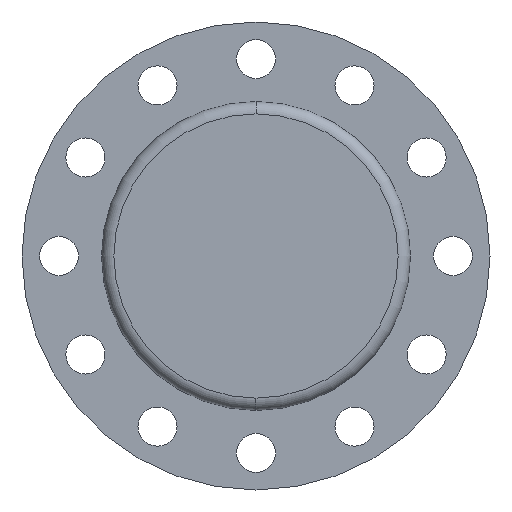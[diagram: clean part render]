
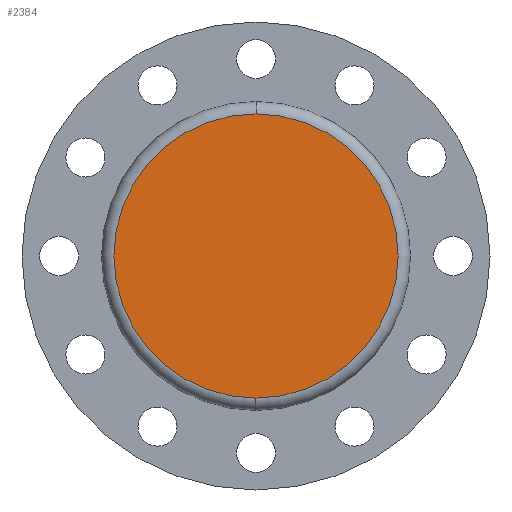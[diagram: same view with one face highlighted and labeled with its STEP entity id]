
A CAD part, left-side view. The second image highlights one B-rep face of the part: STEP entity #2384.
In plain terms, the highlighted planar face has unit normal (-1, 0, 0).
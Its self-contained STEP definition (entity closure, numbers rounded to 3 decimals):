
#300 = CARTESIAN_POINT ( 'NONE',  ( -88.909, 0., 0. ) ) ;
#301 = DIRECTION ( 'NONE',  ( -1., 0., 0. ) ) ;
#302 = DIRECTION ( 'NONE',  ( 0., 0., 1. ) ) ;
#581 = CIRCLE ( 'NONE', #588, 46. ) ;
#588 = AXIS2_PLACEMENT_3D ( 'NONE', #963, #964, #965 ) ;
#600 = AXIS2_PLACEMENT_3D ( 'NONE', #1100, #1106, #1107 ) ;
#963 = CARTESIAN_POINT ( 'NONE',  ( -88.909, 0., 0. ) ) ;
#964 = DIRECTION ( 'NONE',  ( -1., 0., 0. ) ) ;
#965 = DIRECTION ( 'NONE',  ( 0., 0., 1. ) ) ;
#1100 = CARTESIAN_POINT ( 'NONE',  ( -88.909, 0., -3.405 ) ) ;
#1103 = FACE_OUTER_BOUND ( 'NONE', #1599, .T. ) ;
#1104 = PLANE ( 'NONE',  #600 ) ;
#1106 = DIRECTION ( 'NONE',  ( -1., 0., 0. ) ) ;
#1107 = DIRECTION ( 'NONE',  ( 0., 0., 1. ) ) ;
#1316 = CIRCLE ( 'NONE', #1319, 46. ) ;
#1319 = AXIS2_PLACEMENT_3D ( 'NONE', #300, #301, #302 ) ;
#1465 = VERTEX_POINT ( 'NONE', #1673 ) ;
#1496 = VERTEX_POINT ( 'NONE', #1714 ) ;
#1599 = EDGE_LOOP ( 'NONE', ( #1922, #1923 ) ) ;
#1673 = CARTESIAN_POINT ( 'NONE',  ( -88.909, 0., 46. ) ) ;
#1714 = CARTESIAN_POINT ( 'NONE',  ( -88.909, 0., -46. ) ) ;
#1922 = ORIENTED_EDGE ( 'NONE', *, *, #2356, .T. ) ;
#1923 = ORIENTED_EDGE ( 'NONE', *, *, #2231, .T. ) ;
#2231 = EDGE_CURVE ( 'NONE', #1496, #1465, #1316, .T. ) ;
#2356 = EDGE_CURVE ( 'NONE', #1465, #1496, #581, .T. ) ;
#2384 = ADVANCED_FACE ( 'NONE', ( #1103 ), #1104, .T. ) ;
